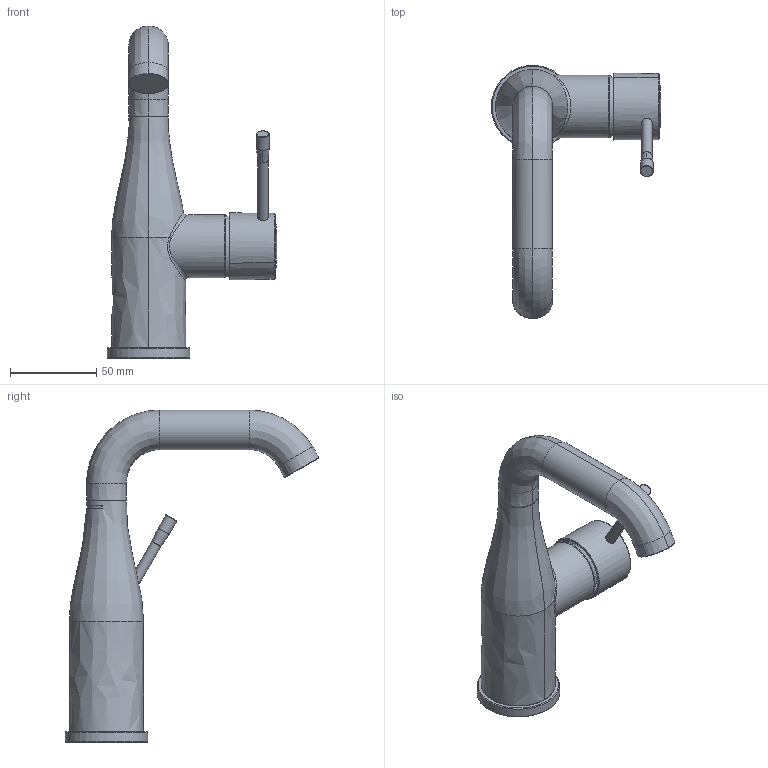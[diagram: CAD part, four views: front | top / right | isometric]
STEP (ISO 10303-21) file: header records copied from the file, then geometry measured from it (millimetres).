
FILE_DESCRIPTION(/* description */ ('Unknown'),/* implementation_level */ '2;1');
FILE_NAME(/* name */ '23463001',/* time_stamp */ '2022-09-08T11:25:57+02:00',/* author */ ('Unknown'),/* organization */ ('GROHE AG'),/* preprocessor_version */ 'ST-DEVELOPER v16.7',/* originating_system */ 'DEX',/* authorisation */ $);
FILE_SCHEMA (('AUTOMOTIVE_DESIGN {1 0 10303 214 3 1 1}'));
Length unit declared in the file: millimetre
Products named in the file (5): 23463001; id11; A4286218_EssP_Basin M U-Spout-Variante_spout_131218; A4286221-2; A4286223_EssPu_highspout body
Assembly tree (4 placements, depth 2):
  23463001
    id11
    A4286218_EssP_Basin M U-Spout-Variante_spout_131218
    A4286221-2
    A4286223_EssPu_highspout body
Bounding box: 98.33 x 147.22 x 192.65 mm (x, y, z)
Surface area: 43478.5 mm2 (no closed solid volume)
Topology: 0 solids, 15 shells, 109 faces, 354 edges, 256 vertices
Faces by surface type: bspline 46, cylinder 27, plane 22, torus 9, cone 4, sphere 1
Full cylindrical faces by diameter (mm): 4.917 x1, 6 x2, 6.1 x1, 6.5 x1, 6.7 x1, 7.364 x1, 20 x1, 36.4 x1, 45.828 x1
Entity records: 7556 total; most frequent: CARTESIAN_POINT 4435, ORIENTED_EDGE 483, DIRECTION 392, EDGE_CURVE 322, VERTEX_POINT 247, AXIS2_PLACEMENT_3D 166, B_SPLINE_CURVE_WITH_KNOTS 162, EDGE_LOOP 141
